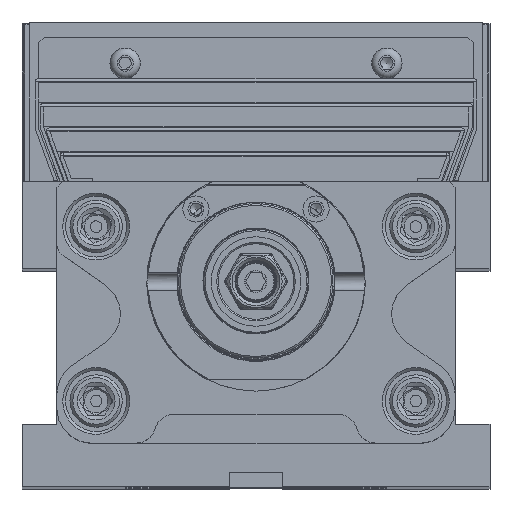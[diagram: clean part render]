
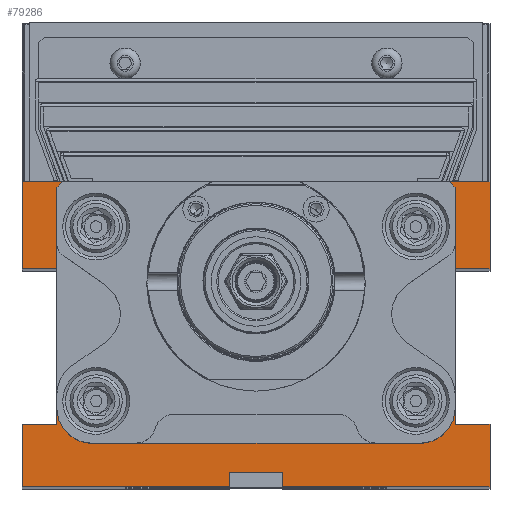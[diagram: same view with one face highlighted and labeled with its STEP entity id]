
A CAD part, top view. The second image highlights one B-rep face of the part: STEP entity #79286.
In plain terms, the highlighted planar face has unit normal (0, 0, 1).
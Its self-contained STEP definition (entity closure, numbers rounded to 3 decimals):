
#4974=PLANE('',#86481);
#8819=FACE_OUTER_BOUND('',#12953,.T.);
#12953=EDGE_LOOP('',(#71862,#71863,#71864,#71865,#71866,#71867,#71868,#71869,
#71870,#71871,#71872,#71873,#71874,#71875,#71876,#71877,#71878,#71879,#71880,
#71881,#71882,#71883,#71884,#71885));
#19073=LINE('',#152599,#26163);
#19076=LINE('',#152610,#26166);
#19080=LINE('',#152622,#26170);
#19084=LINE('',#152628,#26174);
#19085=LINE('',#152631,#26175);
#19937=LINE('',#155100,#27027);
#19938=LINE('',#155102,#27028);
#19939=LINE('',#155104,#27029);
#19940=LINE('',#155106,#27030);
#19941=LINE('',#155108,#27031);
#19942=LINE('',#155110,#27032);
#19943=LINE('',#155112,#27033);
#19944=LINE('',#155114,#27034);
#19945=LINE('',#155116,#27035);
#19946=LINE('',#155118,#27036);
#19947=LINE('',#155120,#27037);
#19948=LINE('',#155122,#27038);
#19949=LINE('',#155124,#27039);
#19950=LINE('',#155126,#27040);
#19951=LINE('',#155128,#27041);
#19952=LINE('',#155130,#27042);
#19953=LINE('',#155131,#27043);
#26163=VECTOR('',#105338,10.);
#26166=VECTOR('',#105349,10.);
#26170=VECTOR('',#105361,10.);
#26174=VECTOR('',#105367,10.);
#26175=VECTOR('',#105370,10.);
#27027=VECTOR('',#107368,10.);
#27028=VECTOR('',#107369,10.);
#27029=VECTOR('',#107370,10.);
#27030=VECTOR('',#107371,10.);
#27031=VECTOR('',#107372,10.);
#27032=VECTOR('',#107373,10.);
#27033=VECTOR('',#107374,10.);
#27034=VECTOR('',#107375,10.);
#27035=VECTOR('',#107376,10.);
#27036=VECTOR('',#107377,10.);
#27037=VECTOR('',#107378,10.);
#27038=VECTOR('',#107379,10.);
#27039=VECTOR('',#107380,10.);
#27040=VECTOR('',#107381,10.);
#27041=VECTOR('',#107382,10.);
#27042=VECTOR('',#107383,10.);
#27043=VECTOR('',#107384,10.);
#30504=CIRCLE('',#85901,11.);
#30506=CIRCLE('',#85905,11.);
#37441=VERTEX_POINT('',#152592);
#37444=VERTEX_POINT('',#152597);
#37446=VERTEX_POINT('',#152603);
#37448=VERTEX_POINT('',#152608);
#37450=VERTEX_POINT('',#152615);
#37452=VERTEX_POINT('',#152620);
#37453=VERTEX_POINT('',#152626);
#37454=VERTEX_POINT('',#152630);
#38162=VERTEX_POINT('',#155099);
#38163=VERTEX_POINT('',#155101);
#38164=VERTEX_POINT('',#155103);
#38165=VERTEX_POINT('',#155105);
#38166=VERTEX_POINT('',#155107);
#38167=VERTEX_POINT('',#155109);
#38168=VERTEX_POINT('',#155111);
#38169=VERTEX_POINT('',#155113);
#38170=VERTEX_POINT('',#155115);
#38171=VERTEX_POINT('',#155117);
#38172=VERTEX_POINT('',#155119);
#38173=VERTEX_POINT('',#155121);
#38174=VERTEX_POINT('',#155123);
#38175=VERTEX_POINT('',#155125);
#38176=VERTEX_POINT('',#155127);
#38177=VERTEX_POINT('',#155129);
#48420=EDGE_CURVE('',#37441,#37444,#19073,.T.);
#48423=EDGE_CURVE('',#37444,#37446,#30504,.T.);
#48425=EDGE_CURVE('',#37446,#37448,#19076,.T.);
#48429=EDGE_CURVE('',#37448,#37450,#30506,.T.);
#48431=EDGE_CURVE('',#37450,#37452,#19080,.T.);
#48435=EDGE_CURVE('',#37452,#37453,#19084,.T.);
#48436=EDGE_CURVE('',#37454,#37441,#19085,.T.);
#49572=EDGE_CURVE('',#37453,#38162,#19937,.T.);
#49573=EDGE_CURVE('',#38162,#38163,#19938,.T.);
#49574=EDGE_CURVE('',#38163,#38164,#19939,.T.);
#49575=EDGE_CURVE('',#38164,#38165,#19940,.T.);
#49576=EDGE_CURVE('',#38165,#38166,#19941,.T.);
#49577=EDGE_CURVE('',#38166,#38167,#19942,.T.);
#49578=EDGE_CURVE('',#38167,#38168,#19943,.T.);
#49579=EDGE_CURVE('',#38168,#38169,#19944,.T.);
#49580=EDGE_CURVE('',#38169,#38170,#19945,.T.);
#49581=EDGE_CURVE('',#38170,#38171,#19946,.T.);
#49582=EDGE_CURVE('',#38172,#38171,#19947,.T.);
#49583=EDGE_CURVE('',#38173,#38172,#19948,.T.);
#49584=EDGE_CURVE('',#38174,#38173,#19949,.T.);
#49585=EDGE_CURVE('',#38175,#38174,#19950,.T.);
#49586=EDGE_CURVE('',#38176,#38175,#19951,.T.);
#49587=EDGE_CURVE('',#38177,#38176,#19952,.T.);
#49588=EDGE_CURVE('',#38177,#37454,#19953,.T.);
#71862=ORIENTED_EDGE('',*,*,#48435,.T.);
#71863=ORIENTED_EDGE('',*,*,#49572,.T.);
#71864=ORIENTED_EDGE('',*,*,#49573,.T.);
#71865=ORIENTED_EDGE('',*,*,#49574,.T.);
#71866=ORIENTED_EDGE('',*,*,#49575,.T.);
#71867=ORIENTED_EDGE('',*,*,#49576,.T.);
#71868=ORIENTED_EDGE('',*,*,#49577,.T.);
#71869=ORIENTED_EDGE('',*,*,#49578,.T.);
#71870=ORIENTED_EDGE('',*,*,#49579,.T.);
#71871=ORIENTED_EDGE('',*,*,#49580,.T.);
#71872=ORIENTED_EDGE('',*,*,#49581,.T.);
#71873=ORIENTED_EDGE('',*,*,#49582,.F.);
#71874=ORIENTED_EDGE('',*,*,#49583,.F.);
#71875=ORIENTED_EDGE('',*,*,#49584,.F.);
#71876=ORIENTED_EDGE('',*,*,#49585,.F.);
#71877=ORIENTED_EDGE('',*,*,#49586,.F.);
#71878=ORIENTED_EDGE('',*,*,#49587,.F.);
#71879=ORIENTED_EDGE('',*,*,#49588,.T.);
#71880=ORIENTED_EDGE('',*,*,#48436,.T.);
#71881=ORIENTED_EDGE('',*,*,#48420,.T.);
#71882=ORIENTED_EDGE('',*,*,#48423,.T.);
#71883=ORIENTED_EDGE('',*,*,#48425,.T.);
#71884=ORIENTED_EDGE('',*,*,#48429,.T.);
#71885=ORIENTED_EDGE('',*,*,#48431,.T.);
#79286=ADVANCED_FACE('',(#8819),#4974,.T.);
#85901=AXIS2_PLACEMENT_3D('',#152605,#105344,#105345);
#85905=AXIS2_PLACEMENT_3D('',#152617,#105356,#105357);
#86481=AXIS2_PLACEMENT_3D('',#155098,#107366,#107367);
#105338=DIRECTION('',(0.,-1.,0.));
#105344=DIRECTION('center_axis',(0.,0.,
-1.));
#105345=DIRECTION('ref_axis',(0.707,-0.707,0.));
#105349=DIRECTION('',(-1.,0.,0.));
#105356=DIRECTION('center_axis',(0.,0.,
-1.));
#105357=DIRECTION('ref_axis',(-0.707,-0.707,0.));
#105361=DIRECTION('',(0.,1.,0.));
#105367=DIRECTION('',(0.707,0.707,0.));
#105370=DIRECTION('',(0.707,-0.707,0.));
#107366=DIRECTION('center_axis',(0.,0.,
1.));
#107367=DIRECTION('ref_axis',(1.,0.,0.));
#107368=DIRECTION('',(-1.,0.,0.));
#107369=DIRECTION('',(0.,-1.,0.));
#107370=DIRECTION('',(1.,0.,0.));
#107371=DIRECTION('',(0.,-1.,0.));
#107372=DIRECTION('',(-1.,0.,0.));
#107373=DIRECTION('',(0.,-1.,0.));
#107374=DIRECTION('',(1.,0.,0.));
#107375=DIRECTION('',(0.,1.,0.));
#107376=DIRECTION('',(1.,0.,0.));
#107377=DIRECTION('',(0.,-1.,0.));
#107378=DIRECTION('',(-1.,0.,0.));
#107379=DIRECTION('',(0.,-1.,0.));
#107380=DIRECTION('',(1.,0.,0.));
#107381=DIRECTION('',(0.,-1.,0.));
#107382=DIRECTION('',(-1.,0.,0.));
#107383=DIRECTION('',(0.,-1.,0.));
#107384=DIRECTION('',(-1.,0.,0.));
#152592=CARTESIAN_POINT('',(98.744,-47.886,495.));
#152597=CARTESIAN_POINT('',(98.744,-124.886,495.));
#152599=CARTESIAN_POINT('',(98.744,-66.886,495.));
#152603=CARTESIAN_POINT('',(87.744,-135.886,495.));
#152605=CARTESIAN_POINT('Origin',(87.744,-124.886,495.));
#152608=CARTESIAN_POINT('',(-25.256,-135.886,495.));
#152610=CARTESIAN_POINT('',(-6.006,-135.886,495.));
#152615=CARTESIAN_POINT('',(-36.256,-124.886,495.));
#152617=CARTESIAN_POINT('Origin',(-25.256,-124.886,495.));
#152620=CARTESIAN_POINT('',(-36.256,-47.886,495.));
#152622=CARTESIAN_POINT('',(-36.256,-44.386,495.));
#152626=CARTESIAN_POINT('',(-35.256,-46.886,495.));
#152628=CARTESIAN_POINT('',(-22.318,-33.948,495.));
#152630=CARTESIAN_POINT('',(97.744,-46.886,495.));
#152631=CARTESIAN_POINT('',(64.682,-13.823,495.));
#155098=CARTESIAN_POINT('Origin',(-9.006,-19.386,495.));
#155099=CARTESIAN_POINT('',(-49.256,-46.886,495.));
#155100=CARTESIAN_POINT('',(-29.131,-46.886,495.));
#155101=CARTESIAN_POINT('',(-49.256,-76.886,495.));
#155102=CARTESIAN_POINT('',(-49.256,-46.886,495.));
#155103=CARTESIAN_POINT('',(-37.256,-76.886,495.));
#155104=CARTESIAN_POINT('',(-49.256,-76.886,495.));
#155105=CARTESIAN_POINT('',(-37.256,-130.386,495.));
#155106=CARTESIAN_POINT('',(-37.256,-76.886,495.));
#155107=CARTESIAN_POINT('',(-49.256,-130.386,495.));
#155108=CARTESIAN_POINT('',(-37.256,-130.386,495.));
#155109=CARTESIAN_POINT('',(-49.256,-151.886,495.));
#155110=CARTESIAN_POINT('',(-49.256,-130.386,495.));
#155111=CARTESIAN_POINT('',(22.244,-151.886,495.));
#155112=CARTESIAN_POINT('',(-49.256,-151.886,495.));
#155113=CARTESIAN_POINT('',(22.244,-146.886,495.));
#155114=CARTESIAN_POINT('',(22.244,-85.636,495.));
#155115=CARTESIAN_POINT('',(40.244,-146.886,495.));
#155116=CARTESIAN_POINT('',(13.369,-146.886,495.));
#155117=CARTESIAN_POINT('',(40.244,-151.886,495.));
#155118=CARTESIAN_POINT('',(40.244,-85.636,495.));
#155119=CARTESIAN_POINT('',(111.744,-151.886,495.));
#155120=CARTESIAN_POINT('',(111.744,-151.886,495.));
#155121=CARTESIAN_POINT('',(111.744,-130.386,495.));
#155122=CARTESIAN_POINT('',(111.744,-130.386,495.));
#155123=CARTESIAN_POINT('',(99.744,-130.386,495.));
#155124=CARTESIAN_POINT('',(99.744,-130.386,495.));
#155125=CARTESIAN_POINT('',(99.744,-76.886,495.));
#155126=CARTESIAN_POINT('',(99.744,-76.886,495.));
#155127=CARTESIAN_POINT('',(111.744,-76.886,495.));
#155128=CARTESIAN_POINT('',(111.744,-76.886,495.));
#155129=CARTESIAN_POINT('',(111.744,-46.886,495.));
#155130=CARTESIAN_POINT('',(111.744,-46.886,495.));
#155131=CARTESIAN_POINT('',(51.369,-46.886,495.));
